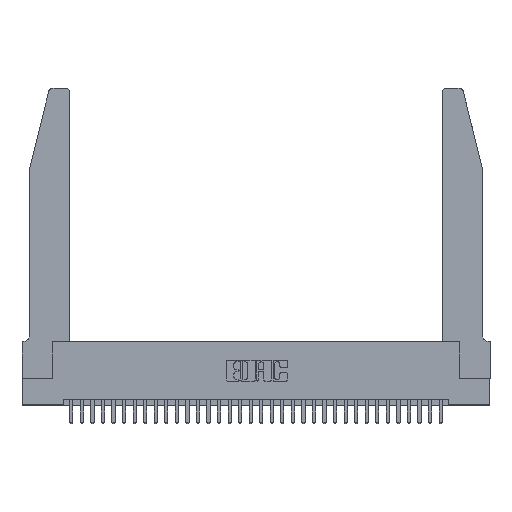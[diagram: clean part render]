
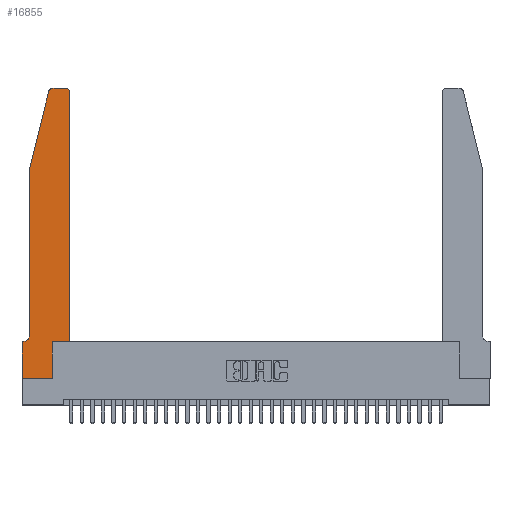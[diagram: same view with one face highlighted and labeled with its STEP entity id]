
A CAD part, top view. The second image highlights one B-rep face of the part: STEP entity #16855.
In plain terms, the highlighted planar face has unit normal (0, 0, 1).
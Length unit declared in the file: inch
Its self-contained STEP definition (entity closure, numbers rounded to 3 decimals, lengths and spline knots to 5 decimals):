
#346 = DIRECTION ( 'NONE',  ( 0., -1., 0. ) ) ;
#2215 = CIRCLE ( 'NONE', #14185, 0.03 ) ;
#2318 = VERTEX_POINT ( 'NONE', #5999 ) ;
#2577 = CARTESIAN_POINT ( 'NONE',  ( 0.4505, 2.72, 0.37 ) ) ;
#2604 = CARTESIAN_POINT ( 'NONE',  ( 0., 0.35, 0.37 ) ) ;
#3239 = DIRECTION ( 'NONE',  ( -1., 0., 0. ) ) ;
#3471 = CARTESIAN_POINT ( 'NONE',  ( 0.0055, 0.42, 0.37 ) ) ;
#3720 = EDGE_CURVE ( 'NONE', #16464, #25314, #2215, .T. ) ;
#3847 = ORIENTED_EDGE ( 'NONE', *, *, #17106, .T. ) ;
#3894 = CARTESIAN_POINT ( 'NONE',  ( 0.0755, 2., 0.37 ) ) ;
#4091 = AXIS2_PLACEMENT_3D ( 'NONE', #3471, #27382, #3239 ) ;
#4410 = ORIENTED_EDGE ( 'NONE', *, *, #32746, .T. ) ;
#4751 = VECTOR ( 'NONE', #346, 39.37008 ) ;
#5030 = CARTESIAN_POINT ( 'NONE',  ( 0., 0., 0.37 ) ) ;
#5217 = VERTEX_POINT ( 'NONE', #15659 ) ;
#5589 = CARTESIAN_POINT ( 'NONE',  ( 0.2605, 2.75, 0.37 ) ) ;
#5815 = ORIENTED_EDGE ( 'NONE', *, *, #30158, .T. ) ;
#5999 = CARTESIAN_POINT ( 'NONE',  ( 0.2865, 0.35, 0.37 ) ) ;
#6444 = DIRECTION ( 'NONE',  ( -1., 0., 0. ) ) ;
#6769 = CARTESIAN_POINT ( 'NONE',  ( 0.0755, 0.42, 0.37 ) ) ;
#6910 = VECTOR ( 'NONE', #6444, 39.37008 ) ;
#7285 = VECTOR ( 'NONE', #15878, 39.37008 ) ;
#7619 = ORIENTED_EDGE ( 'NONE', *, *, #3720, .T. ) ;
#8334 = EDGE_CURVE ( 'NONE', #11480, #21016, #15516, .T. ) ;
#9691 = DIRECTION ( 'NONE',  ( 0., 0., 1. ) ) ;
#9859 = VERTEX_POINT ( 'NONE', #5030 ) ;
#10428 = PLANE ( 'NONE',  #23687 ) ;
#10546 = DIRECTION ( 'NONE',  ( 0., 0., 1. ) ) ;
#10578 = CARTESIAN_POINT ( 'NONE',  ( 0.0755, 2., 0.37 ) ) ;
#10677 = ORIENTED_EDGE ( 'NONE', *, *, #25979, .T. ) ;
#10735 = EDGE_CURVE ( 'NONE', #25314, #14587, #13493, .T. ) ;
#11480 = VERTEX_POINT ( 'NONE', #23264 ) ;
#13063 = CARTESIAN_POINT ( 'NONE',  ( 0., 0.35, 0.37 ) ) ;
#13237 = LINE ( 'NONE', #25954, #18148 ) ;
#13493 = LINE ( 'NONE', #5589, #6910 ) ;
#13815 = VECTOR ( 'NONE', #33742, 39.37008 ) ;
#14185 = AXIS2_PLACEMENT_3D ( 'NONE', #33187, #9691, #17470 ) ;
#14587 = VERTEX_POINT ( 'NONE', #26928 ) ;
#14906 = DIRECTION ( 'NONE',  ( 0., -1., 0. ) ) ;
#15168 = DIRECTION ( 'NONE',  ( -0.239, -0.971, 0. ) ) ;
#15427 = ORIENTED_EDGE ( 'NONE', *, *, #33073, .T. ) ;
#15516 = LINE ( 'NONE', #31258, #7285 ) ;
#15659 = CARTESIAN_POINT ( 'NONE',  ( 0.2865, 0., 0.37 ) ) ;
#15738 = DIRECTION ( 'NONE',  ( 1., 0., 0. ) ) ;
#15878 = DIRECTION ( 'NONE',  ( -1., 0., 0. ) ) ;
#16145 = VERTEX_POINT ( 'NONE', #23140 ) ;
#16464 = VERTEX_POINT ( 'NONE', #2577 ) ;
#16855 = ADVANCED_FACE ( 'NONE', ( #31327 ), #10428, .T. ) ;
#16934 = CIRCLE ( 'NONE', #4091, 0.07 ) ;
#17106 = EDGE_CURVE ( 'NONE', #2318, #16145, #13237, .T. ) ;
#17470 = DIRECTION ( 'NONE',  ( 1., 0., 0. ) ) ;
#17899 = ORIENTED_EDGE ( 'NONE', *, *, #27747, .T. ) ;
#18144 = VECTOR ( 'NONE', #15168, 39.37008 ) ;
#18148 = VECTOR ( 'NONE', #23530, 39.37008 ) ;
#18164 = VERTEX_POINT ( 'NONE', #6769 ) ;
#19472 = LINE ( 'NONE', #33859, #21520 ) ;
#21016 = VERTEX_POINT ( 'NONE', #13063 ) ;
#21273 = ORIENTED_EDGE ( 'NONE', *, *, #10735, .T. ) ;
#21520 = VECTOR ( 'NONE', #33260, 39.37008 ) ;
#22043 = AXIS2_PLACEMENT_3D ( 'NONE', #33553, #23967, #15738 ) ;
#22468 = CIRCLE ( 'NONE', #22043, 0.03 ) ;
#22780 = ORIENTED_EDGE ( 'NONE', *, *, #24107, .T. ) ;
#22911 = CARTESIAN_POINT ( 'NONE',  ( 0.25487, 2.72718, 0.37 ) ) ;
#23140 = CARTESIAN_POINT ( 'NONE',  ( 0.4505, 0.35, 0.37 ) ) ;
#23264 = CARTESIAN_POINT ( 'NONE',  ( 0.0055, 0.35, 0.37 ) ) ;
#23530 = DIRECTION ( 'NONE',  ( 1., 0., 0. ) ) ;
#23687 = AXIS2_PLACEMENT_3D ( 'NONE', #2604, #10546, #29472 ) ;
#23967 = DIRECTION ( 'NONE',  ( 0., 0., 1. ) ) ;
#24107 = EDGE_CURVE ( 'NONE', #14587, #30157, #22468, .T. ) ;
#24470 = LINE ( 'NONE', #32940, #13815 ) ;
#24897 = LINE ( 'NONE', #3894, #4751 ) ;
#25143 = LINE ( 'NONE', #30670, #18144 ) ;
#25184 = VECTOR ( 'NONE', #14906, 39.37008 ) ;
#25314 = VERTEX_POINT ( 'NONE', #31289 ) ;
#25668 = CARTESIAN_POINT ( 'NONE',  ( 0., 0., 0.37 ) ) ;
#25954 = CARTESIAN_POINT ( 'NONE',  ( 0.4505, 0.35, 0.37 ) ) ;
#25979 = EDGE_CURVE ( 'NONE', #9859, #5217, #24470, .T. ) ;
#26814 = VERTEX_POINT ( 'NONE', #10578 ) ;
#26928 = CARTESIAN_POINT ( 'NONE',  ( 0.284, 2.75, 0.37 ) ) ;
#27382 = DIRECTION ( 'NONE',  ( 0., 0., -1. ) ) ;
#27747 = EDGE_CURVE ( 'NONE', #30157, #26814, #25143, .T. ) ;
#27925 = VECTOR ( 'NONE', #33378, 39.37008 ) ;
#28027 = LINE ( 'NONE', #25668, #25184 ) ;
#28433 = EDGE_LOOP ( 'NONE', ( #21273, #22780, #17899, #4410, #31137, #30014, #33237, #10677, #15427, #3847, #5815, #7619 ) ) ;
#28584 = EDGE_CURVE ( 'NONE', #18164, #11480, #16934, .T. ) ;
#28768 = LINE ( 'NONE', #30759, #27925 ) ;
#29472 = DIRECTION ( 'NONE',  ( 1., 0., 0. ) ) ;
#30014 = ORIENTED_EDGE ( 'NONE', *, *, #8334, .T. ) ;
#30157 = VERTEX_POINT ( 'NONE', #22911 ) ;
#30158 = EDGE_CURVE ( 'NONE', #16145, #16464, #28768, .T. ) ;
#30670 = CARTESIAN_POINT ( 'NONE',  ( 0.0755, 2., 0.37 ) ) ;
#30759 = CARTESIAN_POINT ( 'NONE',  ( 0.4505, 0.35, 0.37 ) ) ;
#31137 = ORIENTED_EDGE ( 'NONE', *, *, #28584, .T. ) ;
#31258 = CARTESIAN_POINT ( 'NONE',  ( 0.0755, 0.35, 0.37 ) ) ;
#31289 = CARTESIAN_POINT ( 'NONE',  ( 0.4205, 2.75, 0.37 ) ) ;
#31327 = FACE_OUTER_BOUND ( 'NONE', #28433, .T. ) ;
#31438 = EDGE_CURVE ( 'NONE', #21016, #9859, #28027, .T. ) ;
#32746 = EDGE_CURVE ( 'NONE', #26814, #18164, #24897, .T. ) ;
#32940 = CARTESIAN_POINT ( 'NONE',  ( 0., 0., 0.37 ) ) ;
#33073 = EDGE_CURVE ( 'NONE', #5217, #2318, #19472, .T. ) ;
#33187 = CARTESIAN_POINT ( 'NONE',  ( 0.4205, 2.72, 0.37 ) ) ;
#33237 = ORIENTED_EDGE ( 'NONE', *, *, #31438, .T. ) ;
#33260 = DIRECTION ( 'NONE',  ( 0., 1., 0. ) ) ;
#33378 = DIRECTION ( 'NONE',  ( 0., 1., 0. ) ) ;
#33553 = CARTESIAN_POINT ( 'NONE',  ( 0.284, 2.72, 0.37 ) ) ;
#33742 = DIRECTION ( 'NONE',  ( 1., 0., 0. ) ) ;
#33859 = CARTESIAN_POINT ( 'NONE',  ( 0.2865, 0.35, 0.37 ) ) ;
